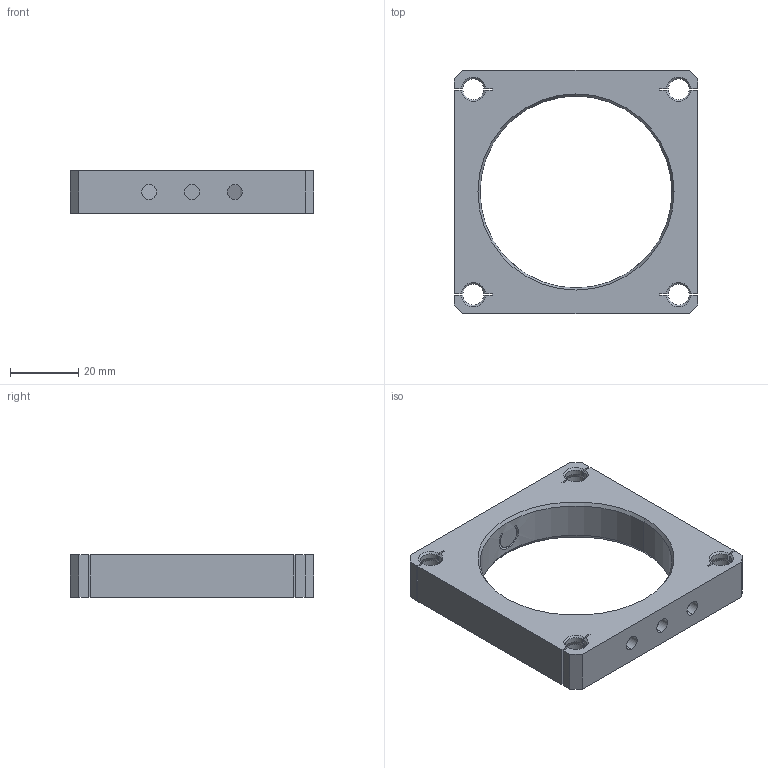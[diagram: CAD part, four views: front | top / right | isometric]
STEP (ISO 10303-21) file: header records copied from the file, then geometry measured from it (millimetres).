
FILE_DESCRIPTION (( 'STEP AP214' ), '1' );
FILE_NAME ('THR-120-010-110_00.STEP', '2025-01-15T01:22:38', ( '' ), ( '' ), 'SwSTEP 2.0', 'SolidWorks 2022', '' );
FILE_SCHEMA (( 'AUTOMOTIVE_DESIGN' ));
Length unit declared in the file: millimetre
Products named in the file (1): THR-120-010-110_00
Bounding box: 71.1 x 71.1 x 12.5 mm (x, y, z)
Volume: 29113.7 mm3; surface area: 12516.4 mm2
Topology: 1 solids, 1 shells, 136 faces, 382 edges, 252 vertices
Faces by surface type: plane 59, cone 40, cylinder 37
Entity records: 4598 total; most frequent: CARTESIAN_POINT 1106, ORIENTED_EDGE 764, DIRECTION 678, EDGE_CURVE 382, VERTEX_POINT 252, AXIS2_PLACEMENT_3D 240, VECTOR 198, LINE 198
